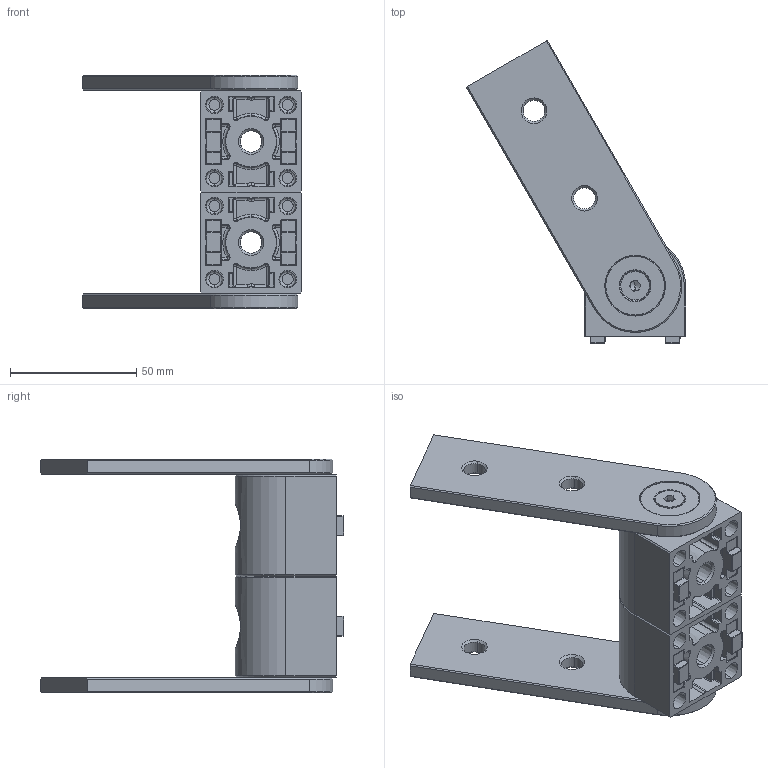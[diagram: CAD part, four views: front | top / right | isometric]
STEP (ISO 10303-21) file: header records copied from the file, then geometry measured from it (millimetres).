
FILE_DESCRIPTION(('STEP AP214'),'1');
FILE_NAME('fath_093gv4080.stp','2017-10-09T09:23:35',('TraceParts'),('TraceParts S.A.'),'Spatial InterOp 3D',' ',' ');
FILE_SCHEMA(('automotive_design'));
Length unit declared in the file: millimetre
Products named in the file (15): fath_093gv4080_1; fath_093gv4080_2; fath_093gv4080_3; fath_093gv4080_4; fath_093gv4080_5; fath_093gv4080_6; fath_093gv4080_7; fath_093gv4080_8; fath_093gv4080_9; fath_093gv4080_10; fath_093gv4080_11; fath_093gv4080_12; fath_093gv4080_13; fath_093gv4080_14; fath_093gv4080_15
Bounding box: 86.77 x 119.95 x 92.6 mm (x, y, z)
Volume: 137629.3 mm3; surface area: 56495.1 mm2
Topology: 15 solids, 15 shells, 1593 faces, 3616 edges, 1998 vertices
Faces by surface type: cylinder 512, plane 359, cone 236, torus 234, sphere 136, bspline 116
Entity records: 59695 total; most frequent: CARTESIAN_POINT 12394, DIRECTION 7498, ORIENTED_EDGE 7048, EDGE_CURVE 3524, AXIS2_PLACEMENT_3D 3058, VERTEX_POINT 1998, EDGE_LOOP 1662, STYLED_ITEM 1608
